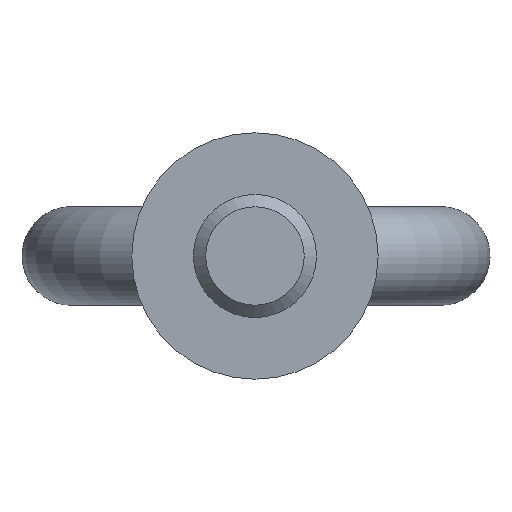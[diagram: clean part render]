
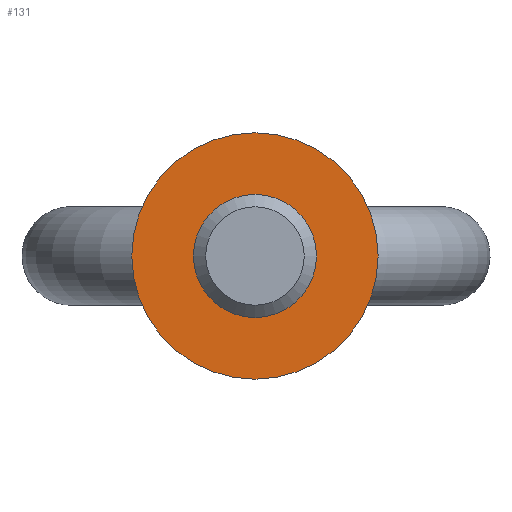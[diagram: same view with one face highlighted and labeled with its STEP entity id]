
A CAD part, front view. The second image highlights one B-rep face of the part: STEP entity #131.
In plain terms, the highlighted planar face has unit normal (0, -1, 0).
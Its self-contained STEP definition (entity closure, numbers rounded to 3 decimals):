
#76=FACE_BOUND('',#211,.T.);
#77=FACE_BOUND('',#212,.T.);
#111=PLANE('',#638);
#131=ADVANCED_FACE('',(#76,#77),#111,.F.);
#211=EDGE_LOOP('',(#356));
#212=EDGE_LOOP('',(#357));
#288=CIRCLE('',#635,5.);
#289=CIRCLE('',#637,10.);
#356=ORIENTED_EDGE('',*,*,#559,.F.);
#357=ORIENTED_EDGE('',*,*,#558,.T.);
#501=VERTEX_POINT('',#1015);
#502=VERTEX_POINT('',#1018);
#558=EDGE_CURVE('',#501,#501,#288,.T.);
#559=EDGE_CURVE('',#502,#502,#289,.T.);
#635=AXIS2_PLACEMENT_3D('',#1014,#716,#717);
#637=AXIS2_PLACEMENT_3D('',#1017,#720,#721);
#638=AXIS2_PLACEMENT_3D('',#1019,#722,#723);
#716=DIRECTION('',(0.,1.,0.));
#717=DIRECTION('',(-1.,0.,0.));
#720=DIRECTION('',(0.,1.,0.));
#721=DIRECTION('',(-1.,0.,0.));
#722=DIRECTION('',(0.,1.,0.));
#723=DIRECTION('',(-1.,0.,0.));
#1014=CARTESIAN_POINT('',(0.,0.,0.));
#1015=CARTESIAN_POINT('',(-5.,0.,0.));
#1017=CARTESIAN_POINT('',(0.,0.,0.));
#1018=CARTESIAN_POINT('',(-10.,0.,0.));
#1019=CARTESIAN_POINT('',(5.,0.,0.));
